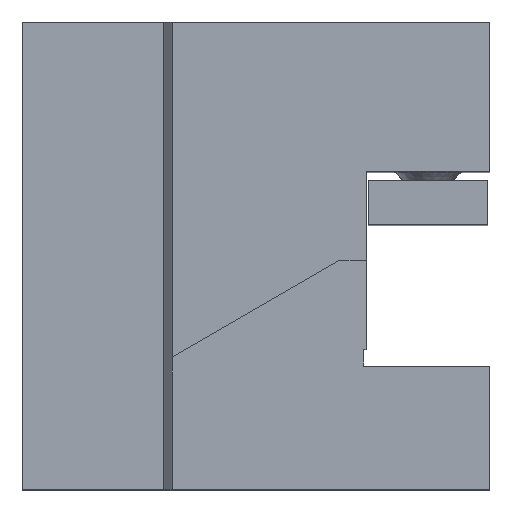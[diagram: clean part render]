
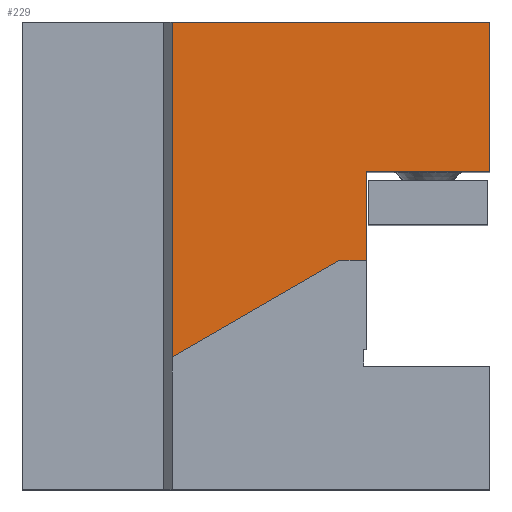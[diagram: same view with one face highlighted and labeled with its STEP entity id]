
A CAD part, top view. The second image highlights one B-rep face of the part: STEP entity #229.
In plain terms, the highlighted planar face has unit normal (0, 0, 1).
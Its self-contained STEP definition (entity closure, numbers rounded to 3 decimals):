
#229=ADVANCED_FACE('',(#447),#354,.F.);
#354=PLANE('',#2403);
#447=FACE_OUTER_BOUND('',#562,.T.);
#562=EDGE_LOOP('',(#842,#843,#844,#845,#846,#847,#848));
#842=ORIENTED_EDGE('',*,*,#1627,.F.);
#843=ORIENTED_EDGE('',*,*,#1715,.T.);
#844=ORIENTED_EDGE('',*,*,#1716,.T.);
#845=ORIENTED_EDGE('',*,*,#1713,.T.);
#846=ORIENTED_EDGE('',*,*,#1696,.F.);
#847=ORIENTED_EDGE('',*,*,#1711,.F.);
#848=ORIENTED_EDGE('',*,*,#1647,.F.);
#1397=VERTEX_POINT('',#3309);
#1398=VERTEX_POINT('',#3311);
#1413=VERTEX_POINT('',#3347);
#1449=VERTEX_POINT('',#3442);
#1450=VERTEX_POINT('',#3444);
#1462=VERTEX_POINT('',#3481);
#1463=VERTEX_POINT('',#3485);
#1627=EDGE_CURVE('',#1397,#1398,#1963,.T.);
#1647=EDGE_CURVE('',#1398,#1413,#1979,.T.);
#1696=EDGE_CURVE('',#1449,#1450,#2021,.T.);
#1711=EDGE_CURVE('',#1413,#1449,#2030,.T.);
#1713=EDGE_CURVE('',#1462,#1450,#2032,.T.);
#1715=EDGE_CURVE('',#1397,#1463,#2034,.T.);
#1716=EDGE_CURVE('',#1463,#1462,#2035,.T.);
#1963=LINE('',#3310,#2186);
#1979=LINE('',#3346,#2202);
#2021=LINE('',#3443,#2244);
#2030=LINE('',#3477,#2253);
#2032=LINE('',#3480,#2255);
#2034=LINE('',#3484,#2257);
#2035=LINE('',#3486,#2258);
#2186=VECTOR('',#2637,1.);
#2202=VECTOR('',#2663,1.);
#2244=VECTOR('',#2727,1.);
#2253=VECTOR('',#2748,1.);
#2255=VECTOR('',#2752,1.);
#2257=VECTOR('',#2756,1.);
#2258=VECTOR('',#2757,1.);
#2403=AXIS2_PLACEMENT_3D('',#3487,#2758,#2759);
#2637=DIRECTION('',(1.,0.,0.));
#2663=DIRECTION('',(0.,-1.,0.));
#2727=DIRECTION('',(0.,-1.,0.));
#2748=DIRECTION('',(-1.,0.,0.));
#2752=DIRECTION('',(1.,0.,0.));
#2756=DIRECTION('',(0.,-1.,0.));
#2757=DIRECTION('',(0.866,0.5,0.));
#2758=DIRECTION('',(0.,0.,-1.));
#2759=DIRECTION('',(0.,-1.,0.));
#3309=CARTESIAN_POINT('',(-9.,23.,50.));
#3310=CARTESIAN_POINT('',(-26.,23.,50.));
#3311=CARTESIAN_POINT('',(27.,23.,50.));
#3346=CARTESIAN_POINT('',(27.,23.,50.));
#3347=CARTESIAN_POINT('',(27.,6.,50.));
#3442=CARTESIAN_POINT('',(13.,6.,50.));
#3443=CARTESIAN_POINT('',(13.,6.,50.));
#3444=CARTESIAN_POINT('',(13.,-4.,50.));
#3477=CARTESIAN_POINT('',(27.,6.,50.));
#3480=CARTESIAN_POINT('',(-26.,-4.,50.));
#3481=CARTESIAN_POINT('',(10.,-4.,50.));
#3484=CARTESIAN_POINT('',(-9.,23.,50.));
#3485=CARTESIAN_POINT('',(-9.,-14.97,50.));
#3486=CARTESIAN_POINT('',(-5.309,-12.838,50.));
#3487=CARTESIAN_POINT('',(-26.,23.,50.));
